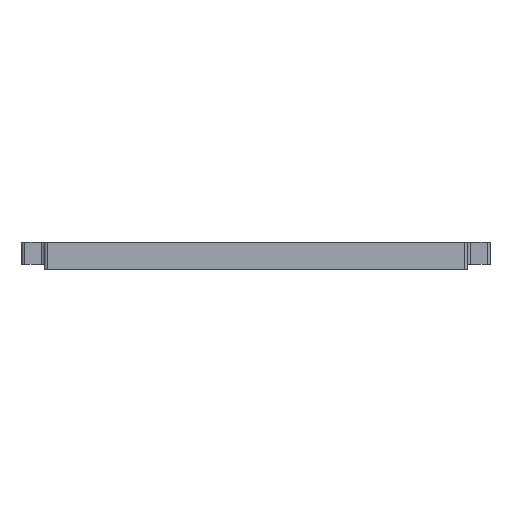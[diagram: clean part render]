
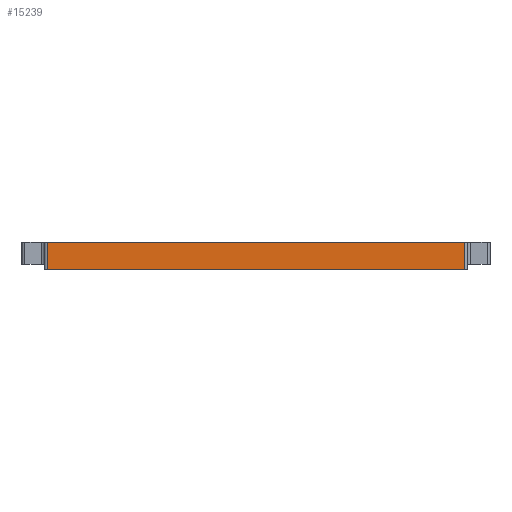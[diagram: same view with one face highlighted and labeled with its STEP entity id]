
A CAD part, left-side view. The second image highlights one B-rep face of the part: STEP entity #15239.
In plain terms, the highlighted planar face has unit normal (-1, 0, 0).
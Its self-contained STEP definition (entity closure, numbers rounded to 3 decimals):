
#1049=FACE_OUTER_BOUND('',#1850,.T.);
#1850=EDGE_LOOP('',(#13996,#13997,#13998,#13999));
#1881=LINE('',#20746,#3640);
#2387=LINE('',#22152,#4146);
#2828=LINE('',#23498,#4587);
#2834=LINE('',#23509,#4593);
#3640=VECTOR('',#16551,10.);
#4146=VECTOR('',#17507,10.);
#4587=VECTOR('',#18736,10.);
#4593=VECTOR('',#18752,10.);
#5890=VERTEX_POINT('',#20743);
#5891=VERTEX_POINT('',#20745);
#6565=VERTEX_POINT('',#22149);
#6566=VERTEX_POINT('',#22151);
#7373=EDGE_CURVE('',#5890,#5891,#1881,.T.);
#8074=EDGE_CURVE('',#6565,#6566,#2387,.T.);
#8763=EDGE_CURVE('',#6565,#5891,#2828,.T.);
#8769=EDGE_CURVE('',#6566,#5890,#2834,.T.);
#13996=ORIENTED_EDGE('',*,*,#8763,.T.);
#13997=ORIENTED_EDGE('',*,*,#7373,.F.);
#13998=ORIENTED_EDGE('',*,*,#8769,.F.);
#13999=ORIENTED_EDGE('',*,*,#8074,.F.);
#14502=PLANE('',#16458);
#15239=ADVANCED_FACE('',(#1049),#14502,.T.);
#16458=AXIS2_PLACEMENT_3D('',#25076,#20628,#20629);
#16551=DIRECTION('',(0.,1.,0.));
#17507=DIRECTION('',(0.,-1.,0.));
#18736=DIRECTION('',(0.,0.,-1.));
#18752=DIRECTION('',(0.,0.,-1.));
#20628=DIRECTION('center_axis',(-1.,0.,0.));
#20629=DIRECTION('ref_axis',(0.,-1.,0.));
#20743=CARTESIAN_POINT('',(0.,-75.7,-3.5));
#20745=CARTESIAN_POINT('',(0.,-0.5,-3.5));
#20746=CARTESIAN_POINT('',(0.,-75.7,-3.5));
#22149=CARTESIAN_POINT('',(0.,-0.5,1.5));
#22151=CARTESIAN_POINT('',(0.,-75.7,1.5));
#22152=CARTESIAN_POINT('',(0.,0.,1.5));
#23498=CARTESIAN_POINT('',(0.,-0.5,-2.5));
#23509=CARTESIAN_POINT('',(0.,-75.7,-2.5));
#25076=CARTESIAN_POINT('Origin',(0.,0.,0.));
